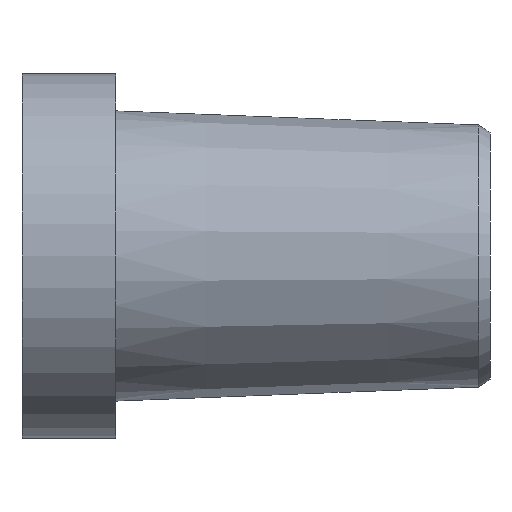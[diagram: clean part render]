
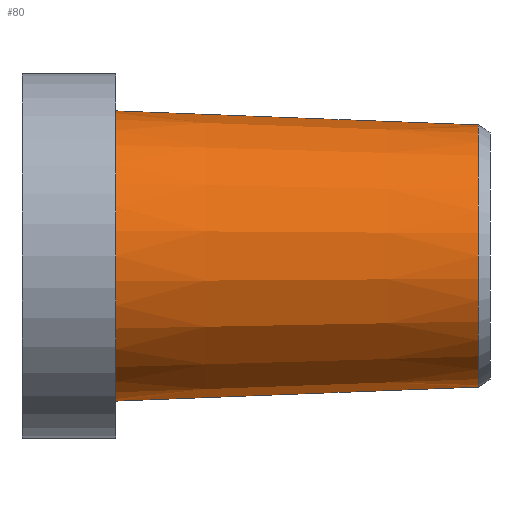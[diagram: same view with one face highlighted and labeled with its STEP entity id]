
A CAD part, front view. The second image highlights one B-rep face of the part: STEP entity #80.
In plain terms, the highlighted conical face has half-angle 2.217 degrees and reference radius 0.711 mm.
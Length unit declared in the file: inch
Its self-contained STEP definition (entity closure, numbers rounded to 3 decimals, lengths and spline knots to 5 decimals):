
#4=DIRECTION ( 'NONE',  ( -1., 0., 0. ) ) ;
#9=DIRECTION ( 'NONE',  ( 0., 0., 1. ) ) ;
#46=AXIS2_PLACEMENT_3D ( 'NONE', #115, #4, #9 ) ;
#48=EDGE_CURVE ( 'NONE', #175, #211, #315, .T. ) ;
#68=CIRCLE ( 'NONE', #46, 0.031 ) ;
#73=CARTESIAN_POINT ( 'NONE',  ( 0.09749, 0., 0. ) ) ;
#77=ORIENTED_EDGE ( 'NONE', *, *, #48, .T. ) ;
#78=AXIS2_PLACEMENT_3D ( 'NONE', #73, #4, #9 ) ;
#80=ADVANCED_FACE ( 'NONE', ( #264 ), #131, .T. ) ;
#86=EDGE_CURVE ( 'NONE', #282, #175, #202, .T. ) ;
#95=EDGE_CURVE ( 'NONE', #282, #258, #127, .T. ) ;
#109=DIRECTION ( 'NONE',  ( -0.999, 0., 0.039 ) ) ;
#114=VECTOR ( 'NONE', #210, 39.37008 ) ;
#115=CARTESIAN_POINT ( 'NONE',  ( 0.02, 0., 0. ) ) ;
#127=LINE ( 'NONE', #156, #114 ) ;
#131=CONICAL_SURFACE ( 'NONE', #78, 0.028, 0.039 ) ;
#151=ORIENTED_EDGE ( 'NONE', *, *, #187, .F. ) ;
#156=CARTESIAN_POINT ( 'NONE',  ( 0.09749, 0., -0.028 ) ) ;
#165=EDGE_LOOP ( 'NONE', ( #214, #305, #77, #151 ) ) ;
#175=VERTEX_POINT ( 'NONE', #250 ) ;
#187=EDGE_CURVE ( 'NONE', #258, #211, #68, .T. ) ;
#202=CIRCLE ( 'NONE', #78, 0.028 ) ;
#210=DIRECTION ( 'NONE',  ( -0.999, 0., -0.039 ) ) ;
#211=VERTEX_POINT ( 'NONE', #270 ) ;
#214=ORIENTED_EDGE ( 'NONE', *, *, #95, .F. ) ;
#224=CARTESIAN_POINT ( 'NONE',  ( 0.09749, 0., -0.028 ) ) ;
#250=CARTESIAN_POINT ( 'NONE',  ( 0.09749, 0., 0.028 ) ) ;
#258=VERTEX_POINT ( 'NONE', #301 ) ;
#264=FACE_OUTER_BOUND ( 'NONE', #165, .T. ) ;
#270=CARTESIAN_POINT ( 'NONE',  ( 0.02, 0., 0.031 ) ) ;
#275=VECTOR ( 'NONE', #109, 39.37008 ) ;
#282=VERTEX_POINT ( 'NONE', #224 ) ;
#301=CARTESIAN_POINT ( 'NONE',  ( 0.02, 0., -0.031 ) ) ;
#305=ORIENTED_EDGE ( 'NONE', *, *, #86, .T. ) ;
#315=LINE ( 'NONE', #250, #275 ) ;
